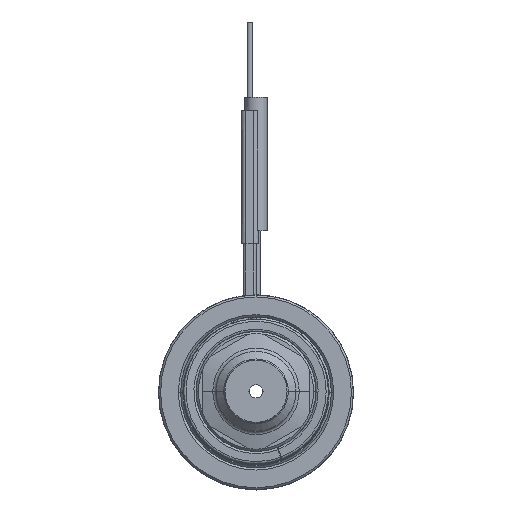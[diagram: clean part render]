
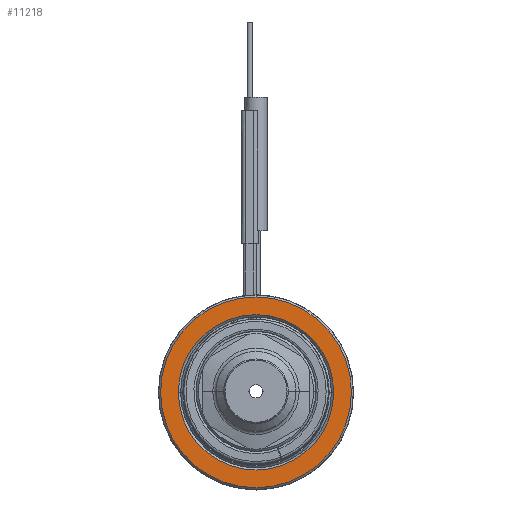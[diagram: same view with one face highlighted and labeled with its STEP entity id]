
A CAD part, top view. The second image highlights one B-rep face of the part: STEP entity #11218.
In plain terms, the highlighted planar face has unit normal (0, 0, 1).
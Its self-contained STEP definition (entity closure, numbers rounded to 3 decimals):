
#3233=CARTESIAN_POINT('',(0.,0.,40.));
#3234=DIRECTION('',(0.,0.,-1.));
#3235=DIRECTION('',(-1.,0.,0.));
#3236=AXIS2_PLACEMENT_3D('',#3233,#3234,#3235);
#3247=CARTESIAN_POINT('',(0.,0.,
40.));
#3248=DIRECTION('',(0.,0.,-1.));
#3249=DIRECTION('',(1.,0.,0.));
#3250=AXIS2_PLACEMENT_3D('',#3247,#3248,#3249);
#3261=CARTESIAN_POINT('',(0.,0.,
40.));
#3262=DIRECTION('',(0.,0.,-1.));
#3263=DIRECTION('',(1.,0.,0.));
#3264=AXIS2_PLACEMENT_3D('',#3261,#3262,#3263);
#3275=CARTESIAN_POINT('',(0.,0.,
40.));
#3276=DIRECTION('',(0.,0.,-1.));
#3277=DIRECTION('',(-1.,0.,0.));
#3278=AXIS2_PLACEMENT_3D('',#3275,#3276,#3277);
#6808=CARTESIAN_POINT('',(21.5,0.,40.));
#6809=CARTESIAN_POINT('',(-21.5,0.,40.));
#6810=VERTEX_POINT('',#6808);
#6811=VERTEX_POINT('',#6809);
#6812=CARTESIAN_POINT('',(17.5,0.,40.));
#6813=CARTESIAN_POINT('',(-17.5,0.,40.));
#6814=VERTEX_POINT('',#6812);
#6815=VERTEX_POINT('',#6813);
#11203=CARTESIAN_POINT('',(0.,0.,40.));
#11204=DIRECTION('',(0.,0.,1.));
#11205=DIRECTION('',(-1.,0.,0.));
#11206=AXIS2_PLACEMENT_3D('',#11203,#11204,#11205);
#11207=PLANE('',#11206);
#11208=ORIENTED_EDGE('',*,*,#11185,.T.);
#11209=ORIENTED_EDGE('',*,*,#11170,.T.);
#11210=EDGE_LOOP('',(#11208,#11209));
#11211=FACE_OUTER_BOUND('',#11210,.F.);
#11213=ORIENTED_EDGE('',*,*,#11212,.F.);
#11215=ORIENTED_EDGE('',*,*,#11214,.F.);
#11216=EDGE_LOOP('',(#11213,#11215));
#11217=FACE_BOUND('',#11216,.F.);
#3237=CIRCLE('',#3236,21.5);
#3251=CIRCLE('',#3250,21.5);
#3265=CIRCLE('',#3264,17.5);
#3279=CIRCLE('',#3278,17.5);
#11170=EDGE_CURVE('',#6811,#6810,#3237,.T.);
#11185=EDGE_CURVE('',#6810,#6811,#3251,.T.);
#11212=EDGE_CURVE('',#6814,#6815,#3265,.T.);
#11214=EDGE_CURVE('',#6815,#6814,#3279,.T.);
#11218=ADVANCED_FACE('',(#11211,#11217),#11207,.T.);
